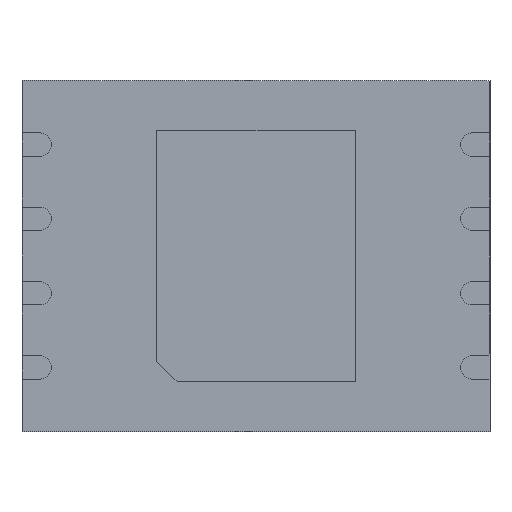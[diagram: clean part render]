
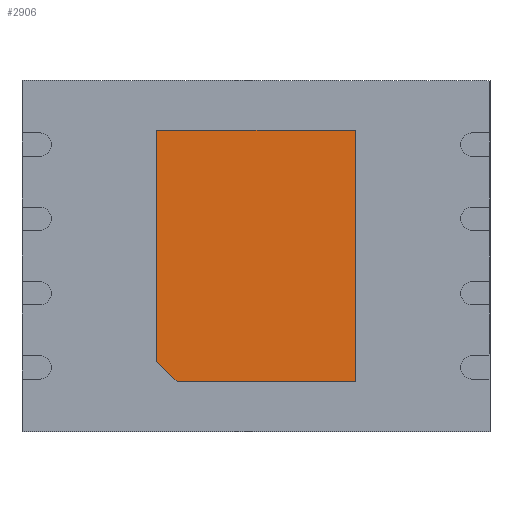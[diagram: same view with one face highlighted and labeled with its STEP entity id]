
A CAD part, front view. The second image highlights one B-rep face of the part: STEP entity #2906.
In plain terms, the highlighted planar face has unit normal (0, -1, 0).
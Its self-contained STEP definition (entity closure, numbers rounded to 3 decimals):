
#36 = AXIS2_PLACEMENT_3D ( 'NONE', #2124, #1686, #2652 ) ;
#129 = VECTOR ( 'NONE', #2780, 1000. ) ;
#134 = DIRECTION ( 'NONE',  ( 1., 0., 0. ) ) ;
#163 = CARTESIAN_POINT ( 'NONE',  ( -1.7, 0., -1.8 ) ) ;
#320 = VECTOR ( 'NONE', #2670, 1000. ) ;
#386 = EDGE_CURVE ( 'NONE', #1566, #564, #2535, .T. ) ;
#545 = CARTESIAN_POINT ( 'NONE',  ( -1.7, 0., -1.8 ) ) ;
#559 = CARTESIAN_POINT ( 'NONE',  ( 1.7, 0., 2.15 ) ) ;
#564 = VERTEX_POINT ( 'NONE', #163 ) ;
#567 = LINE ( 'NONE', #1551, #129 ) ;
#758 = VECTOR ( 'NONE', #3060, 1000. ) ;
#918 = EDGE_CURVE ( 'NONE', #1205, #2683, #2300, .T. ) ;
#921 = CARTESIAN_POINT ( 'NONE',  ( -1.35, 0., -2.15 ) ) ;
#1049 = EDGE_CURVE ( 'NONE', #2279, #1566, #1927, .T. ) ;
#1067 = ORIENTED_EDGE ( 'NONE', *, *, #386, .F. ) ;
#1190 = ORIENTED_EDGE ( 'NONE', *, *, #2759, .F. ) ;
#1192 = ORIENTED_EDGE ( 'NONE', *, *, #3084, .F. ) ;
#1205 = VERTEX_POINT ( 'NONE', #1554 ) ;
#1468 = EDGE_LOOP ( 'NONE', ( #1190, #3083, #1192, #1067, #2227 ) ) ;
#1551 = CARTESIAN_POINT ( 'NONE',  ( -1.7, 0., 2.15 ) ) ;
#1554 = CARTESIAN_POINT ( 'NONE',  ( -1.7, 0., 2.15 ) ) ;
#1566 = VERTEX_POINT ( 'NONE', #921 ) ;
#1599 = CARTESIAN_POINT ( 'NONE',  ( 1.7, 0., 2.15 ) ) ;
#1653 = CARTESIAN_POINT ( 'NONE',  ( -1.7, 0., 2.15 ) ) ;
#1671 = PLANE ( 'NONE',  #36 ) ;
#1686 = DIRECTION ( 'NONE',  ( 0., -1., 0. ) ) ;
#1778 = CARTESIAN_POINT ( 'NONE',  ( 1.7, 0., -2.15 ) ) ;
#1814 = VECTOR ( 'NONE', #134, 1000. ) ;
#1927 = LINE ( 'NONE', #3156, #320 ) ;
#2124 = CARTESIAN_POINT ( 'NONE',  ( 0., 0., 0. ) ) ;
#2227 = ORIENTED_EDGE ( 'NONE', *, *, #1049, .F. ) ;
#2279 = VERTEX_POINT ( 'NONE', #1778 ) ;
#2287 = LINE ( 'NONE', #1599, #758 ) ;
#2300 = LINE ( 'NONE', #1653, #1814 ) ;
#2410 = VECTOR ( 'NONE', #2743, 1000. ) ;
#2535 = LINE ( 'NONE', #545, #2410 ) ;
#2652 = DIRECTION ( 'NONE',  ( 0., 0., -1. ) ) ;
#2670 = DIRECTION ( 'NONE',  ( -1., 0., 0. ) ) ;
#2683 = VERTEX_POINT ( 'NONE', #559 ) ;
#2743 = DIRECTION ( 'NONE',  ( -0.707, 0., 0.707 ) ) ;
#2759 = EDGE_CURVE ( 'NONE', #2683, #2279, #2287, .T. ) ;
#2780 = DIRECTION ( 'NONE',  ( 0., 0., 1. ) ) ;
#2906 = ADVANCED_FACE ( 'NONE', ( #3139 ), #1671, .T. ) ;
#3060 = DIRECTION ( 'NONE',  ( 0., 0., -1. ) ) ;
#3083 = ORIENTED_EDGE ( 'NONE', *, *, #918, .F. ) ;
#3084 = EDGE_CURVE ( 'NONE', #564, #1205, #567, .T. ) ;
#3139 = FACE_OUTER_BOUND ( 'NONE', #1468, .T. ) ;
#3156 = CARTESIAN_POINT ( 'NONE',  ( -1.35, 0., -2.15 ) ) ;
